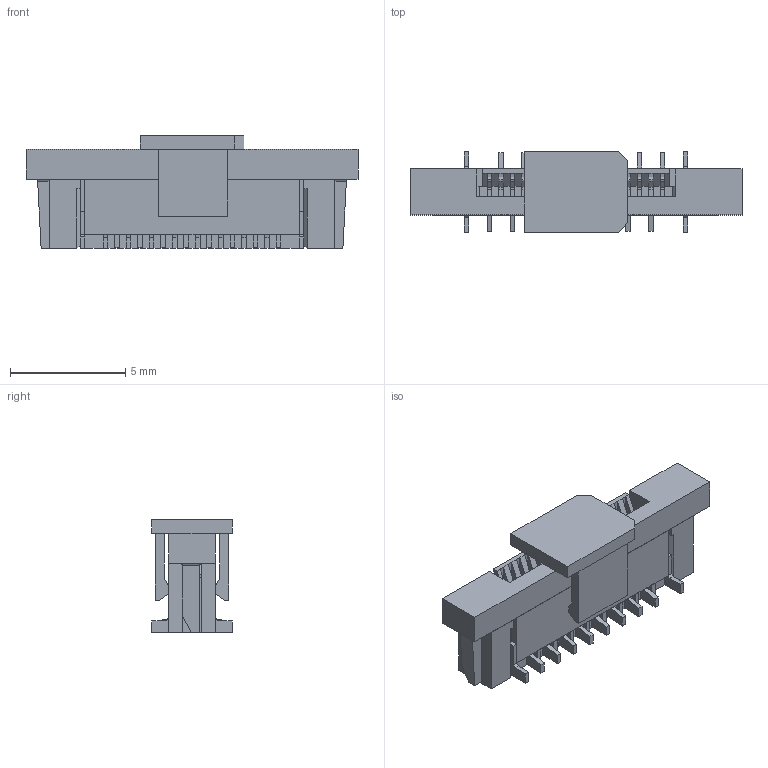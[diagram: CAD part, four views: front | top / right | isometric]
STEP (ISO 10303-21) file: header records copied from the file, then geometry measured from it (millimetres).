
FILE_DESCRIPTION(/* description */ ('Unknown'),/* implementation_level */ '2;1');
FILE_NAME(/* name */ '687316124422',/* time_stamp */ '2019-02-06T10:36:04+01:00',/* author */ ('Unknown'),/* organization */ ('Unknown'),/* preprocessor_version */ 'ST-DEVELOPER v16.7',/* originating_system */ 'DEX',/* authorisation */ $);
FILE_SCHEMA (('AUTOMOTIVE_DESIGN {1 0 10303 214 3 1 1}'));
Length unit declared in the file: millimetre
Products named in the file (7): 6873xx124422; 687316124422; 6873xx124422_PIN_COTE; 6873xx124422_PIN_A; 6873xx124422_PIN_B; 6873xx124422_Pick and Place; 687316124422_CAP
Assembly tree (21 placements, depth 2):
  6873xx124422
    687316124422
    6873xx124422_PIN_COTE  x2
    6873xx124422_PIN_A  x8
    6873xx124422_PIN_B  x8
    6873xx124422_Pick and Place
    687316124422_CAP
Bounding box: 14.4 x 3.5 x 4.9 mm (x, y, z)
Volume: 103.4 mm3; surface area: 690.6 mm2
Topology: 21 solids, 21 shells, 943 faces, 2770 edges, 1810 vertices
Faces by surface type: plane 787, cylinder 156
Entity records: 15929 total; most frequent: ORIENTED_EDGE 2852, CARTESIAN_POINT 2839, DIRECTION 2452, EDGE_CURVE 1426, LINE 1366, VECTOR 1366, VERTEX_POINT 914, AXIS2_PLACEMENT_3D 543
